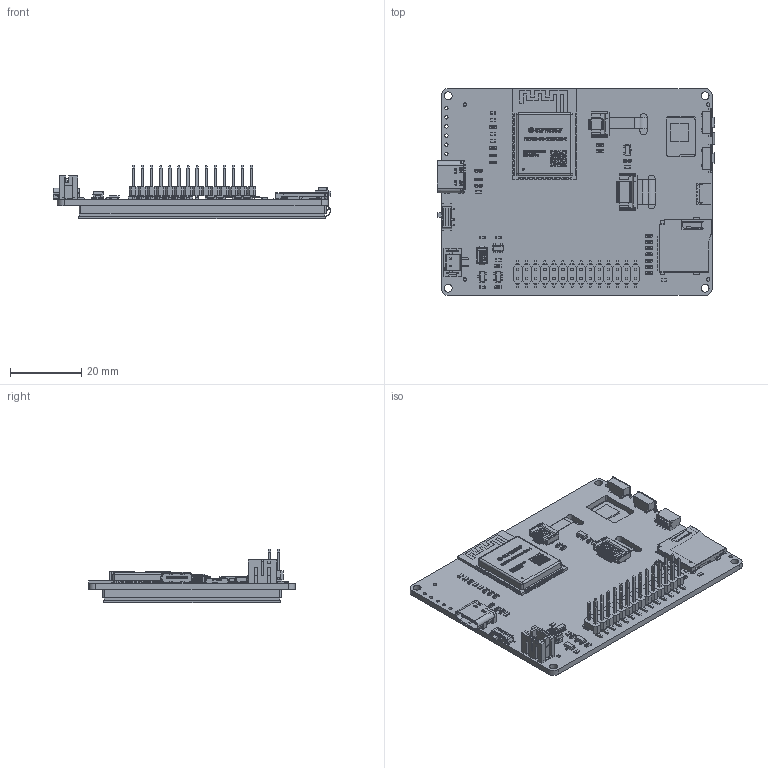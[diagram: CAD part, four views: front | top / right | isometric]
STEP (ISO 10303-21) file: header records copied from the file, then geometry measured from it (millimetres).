
FILE_DESCRIPTION(('Open CASCADE Model'),'2;1');
FILE_NAME('Open CASCADE Shape Model','2022-09-04T16:16:24',('Author'),( 'Open CASCADE'),'Open CASCADE STEP processor 6.8','Open CASCADE 6.8' ,'Unknown');
FILE_SCHEMA(('AUTOMOTIVE_DESIGN { 1 0 10303 214 1 1 1 1 }'));
Length unit declared in the file: millimetre
Products named in the file (85): PCB; Board; Open CASCADE STEP translator 6.8 1.1.1; TFT; TFT-2.8-JLT28019B; TP; TP-ER-TPC028-4.1_揖類そ_2.8; R17; Resistor_0603; R16; R15; R14; R13; R12; R11; SW1; Button_3x6x3.5_side; R6; C4; C0603_040; C1; C2; C3; C5; C9; C10; C8; C6; J7; FPC-6; D1; D2; SMA_(DO-214AC); J1; HRO_TYPE-C-31-M-12; J2; PinHeader-2.54-2x14-SMT; J3; SM4B-SRSS-TB; J6 ...
Assembly tree (181 placements, depth 4):
  PCB
    Board
      Open CASCADE STEP translator 6.8 1.1.1
    TFT
      TFT-2.8-JLT28019B
    TP
      TP-ER-TPC028-4.1_揖類そ_2.8
    R17
      Resistor_0603
    R16
      Resistor_0603
    R15
      Resistor_0603
    R14
      Resistor_0603
    R13
      Resistor_0603
    R12
      Resistor_0603
    R11
      Resistor_0603
    SW1
      Button_3x6x3.5_side
    R6
      Resistor_0603
    C4
      C0603_040
      C0603_040
      C0603_040
    C1
      C0603_040
      C0603_040
      C0603_040
    C2
      C0603_040
      C0603_040
      C0603_040
    C3
      C0603_040
      C0603_040
      C0603_040
    C5
      C0603_040
      C0603_040
      C0603_040
    C9
      C0603_040
      C0603_040
      C0603_040
    C10
      C0603_040
      C0603_040
      C0603_040
    C8
      C0603_040
      C0603_040
      C0603_040
    C6
      C0603_040
      C0603_040
Bounding box: 77.88 x 58 x 14.99 mm (x, y, z)
Volume: 19885.5 mm3; surface area: 35463.5 mm2
Topology: 479 solids, 479 shells, 10652 faces, 27878 edges, 17938 vertices
Faces by surface type: plane 6086, bspline 3203, cylinder 1173, sphere 152, torus 26, cone 12
Full cylindrical faces by diameter (mm): 0.254 x12, 0.5 x2, 0.55 x1, 0.7 x4, 0.75 x2, 0.8 x6, 0.9 x6, 1 x4, 2.2 x4
Entity records: 238606 total; most frequent: CARTESIAN_POINT 55333, ORIENTED_EDGE 35096, DIRECTION 28062, EDGE_CURVE 17548, LINE 13672, VECTOR 13672, VERTEX_POINT 11332, AXIS2_PLACEMENT_3D 7195
